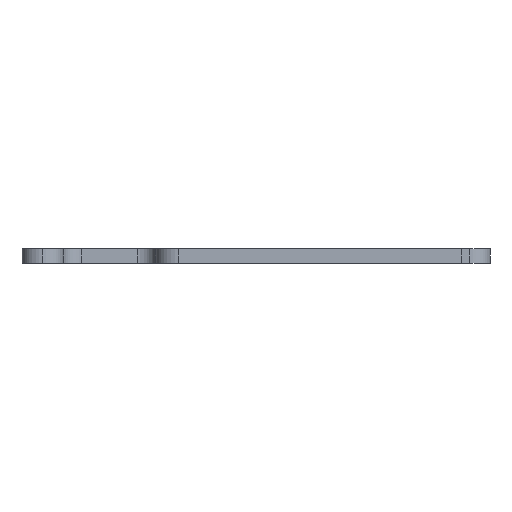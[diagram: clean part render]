
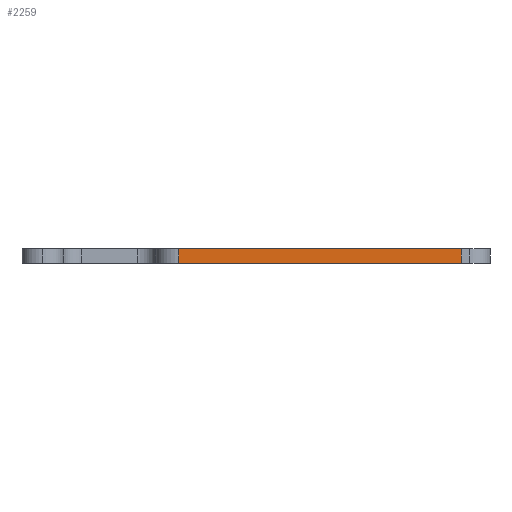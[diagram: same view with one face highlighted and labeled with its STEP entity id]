
A CAD part, left-side view. The second image highlights one B-rep face of the part: STEP entity #2259.
In plain terms, the highlighted planar face has unit normal (-1, 0, 0).
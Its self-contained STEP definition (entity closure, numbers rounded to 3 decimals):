
#277 = VERTEX_POINT('',#278);
#278 = CARTESIAN_POINT('',(123.67,-88.925,0.));
#284 = EDGE_CURVE('',#285,#277,#287,.T.);
#285 = VERTEX_POINT('',#286);
#286 = CARTESIAN_POINT('',(123.67,-119.1,0.));
#287 = LINE('',#288,#289);
#288 = CARTESIAN_POINT('',(123.67,-119.1,0.));
#289 = VECTOR('',#290,1.);
#290 = DIRECTION('',(0.,1.,0.));
#1064 = VERTEX_POINT('',#1065);
#1065 = CARTESIAN_POINT('',(123.67,-88.925,1.6));
#1071 = EDGE_CURVE('',#1072,#1064,#1074,.T.);
#1072 = VERTEX_POINT('',#1073);
#1073 = CARTESIAN_POINT('',(123.67,-119.1,1.6));
#1074 = LINE('',#1075,#1076);
#1075 = CARTESIAN_POINT('',(123.67,-119.1,1.6));
#1076 = VECTOR('',#1077,1.);
#1077 = DIRECTION('',(0.,1.,0.));
#2229 = EDGE_CURVE('',#277,#1064,#2230,.T.);
#2230 = LINE('',#2231,#2232);
#2231 = CARTESIAN_POINT('',(123.67,-88.925,0.));
#2232 = VECTOR('',#2233,1.);
#2233 = DIRECTION('',(0.,0.,1.));
#2259 = ADVANCED_FACE('',(#2260),#2271,.T.);
#2260 = FACE_BOUND('',#2261,.T.);
#2261 = EDGE_LOOP('',(#2262,#2268,#2269,#2270));
#2262 = ORIENTED_EDGE('',*,*,#2263,.T.);
#2263 = EDGE_CURVE('',#285,#1072,#2264,.T.);
#2264 = LINE('',#2265,#2266);
#2265 = CARTESIAN_POINT('',(123.67,-119.1,0.));
#2266 = VECTOR('',#2267,1.);
#2267 = DIRECTION('',(0.,0.,1.));
#2268 = ORIENTED_EDGE('',*,*,#1071,.T.);
#2269 = ORIENTED_EDGE('',*,*,#2229,.F.);
#2270 = ORIENTED_EDGE('',*,*,#284,.F.);
#2271 = PLANE('',#2272);
#2272 = AXIS2_PLACEMENT_3D('',#2273,#2274,#2275);
#2273 = CARTESIAN_POINT('',(123.67,-119.1,0.));
#2274 = DIRECTION('',(-1.,0.,0.));
#2275 = DIRECTION('',(0.,1.,0.));
